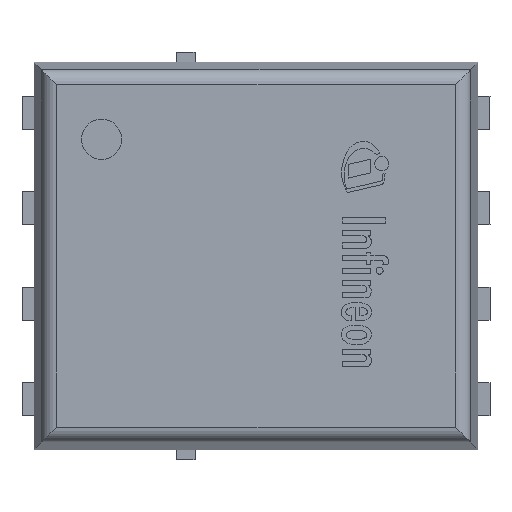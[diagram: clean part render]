
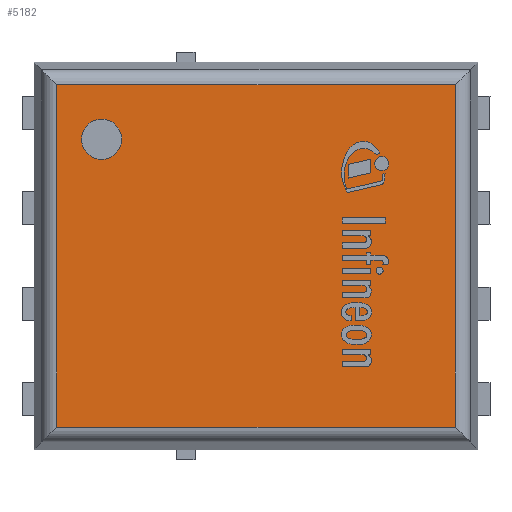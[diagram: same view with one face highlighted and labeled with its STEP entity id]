
A CAD part, top view. The second image highlights one B-rep face of the part: STEP entity #5182.
In plain terms, the highlighted planar face has unit normal (0, 0, 1).
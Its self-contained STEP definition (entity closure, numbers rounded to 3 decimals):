
#28=FACE_BOUND('',#805,.T.);
#193=CIRCLE('',#5526,0.268);
#506=FACE_OUTER_BOUND('',#804,.T.);
#804=EDGE_LOOP('',(#4636,#4637,#4638,#4639));
#805=EDGE_LOOP('',(#4640));
#1413=LINE('',#8820,#2029);
#1416=LINE('',#8830,#2032);
#1418=LINE('',#8836,#2034);
#1420=LINE('',#8840,#2036);
#2029=VECTOR('',#6780,1.);
#2032=VECTOR('',#6789,1.);
#2034=VECTOR('',#6795,1.);
#2036=VECTOR('',#6801,1.);
#2505=VERTEX_POINT('',#8812);
#2507=VERTEX_POINT('',#8818);
#2508=VERTEX_POINT('',#8819);
#2512=VERTEX_POINT('',#8829);
#2514=VERTEX_POINT('',#8835);
#3209=EDGE_CURVE('',#2505,#2505,#193,.T.);
#3211=EDGE_CURVE('',#2507,#2508,#1413,.T.);
#3216=EDGE_CURVE('',#2508,#2512,#1416,.T.);
#3219=EDGE_CURVE('',#2512,#2514,#1418,.T.);
#3222=EDGE_CURVE('',#2514,#2507,#1420,.T.);
#4636=ORIENTED_EDGE('',*,*,#3211,.F.);
#4637=ORIENTED_EDGE('',*,*,#3222,.F.);
#4638=ORIENTED_EDGE('',*,*,#3219,.F.);
#4639=ORIENTED_EDGE('',*,*,#3216,.F.);
#4640=ORIENTED_EDGE('',*,*,#3209,.T.);
#4892=PLANE('',#5539);
#5182=ADVANCED_FACE('',(#506,#28),#4892,.T.);
#5526=AXIS2_PLACEMENT_3D('',#8813,#6772,#6773);
#5539=AXIS2_PLACEMENT_3D('',#8851,#6811,#6812);
#6772=DIRECTION('center_axis',(0.,0.,-1.));
#6773=DIRECTION('ref_axis',(0.,1.,0.));
#6780=DIRECTION('',(1.,0.,0.));
#6789=DIRECTION('',(0.,-1.,0.));
#6795=DIRECTION('',(-1.,0.,0.));
#6801=DIRECTION('',(0.,1.,0.));
#6811=DIRECTION('center_axis',(0.,0.,1.));
#6812=DIRECTION('ref_axis',(1.,0.,0.));
#8812=CARTESIAN_POINT('',(-2.053,1.282,1.));
#8813=CARTESIAN_POINT('Origin',(-2.053,1.55,1.));
#8818=CARTESIAN_POINT('',(-2.65,2.275,1.));
#8819=CARTESIAN_POINT('',(2.65,2.275,1.));
#8820=CARTESIAN_POINT('',(-1.475,2.275,1.));
#8829=CARTESIAN_POINT('',(2.65,-2.275,1.));
#8830=CARTESIAN_POINT('',(2.65,1.287,1.));
#8835=CARTESIAN_POINT('',(-2.65,-2.275,1.));
#8836=CARTESIAN_POINT('',(1.475,-2.275,1.));
#8840=CARTESIAN_POINT('',(-2.65,-1.288,1.));
#8851=CARTESIAN_POINT('Origin',(0.,0.,
1.));
